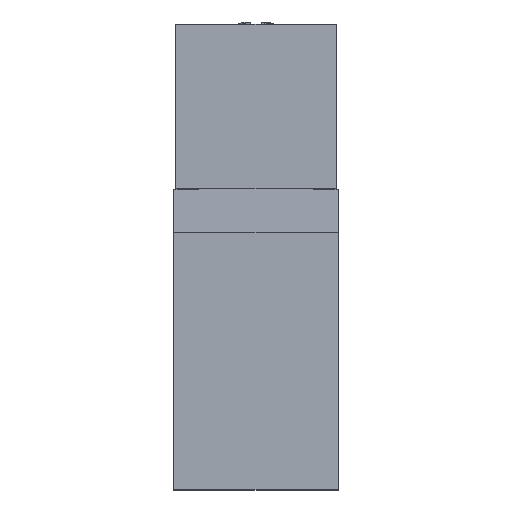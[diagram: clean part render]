
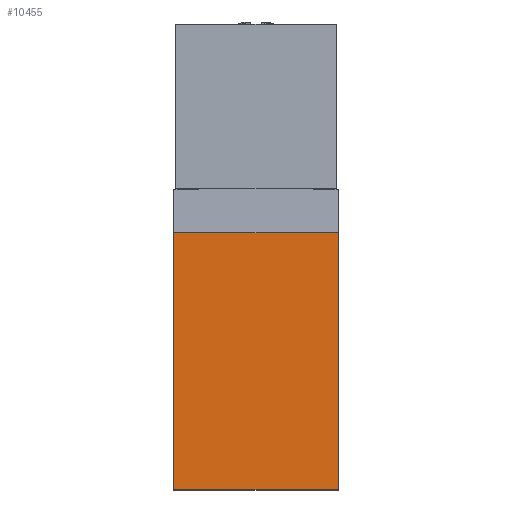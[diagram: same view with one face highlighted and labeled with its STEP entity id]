
A CAD part, front view. The second image highlights one B-rep face of the part: STEP entity #10455.
In plain terms, the highlighted planar face has unit normal (0, -1, 0.009).
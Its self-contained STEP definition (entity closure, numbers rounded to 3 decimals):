
#10442=AXIS2_PLACEMENT_3D('Plane Axis2P3D',#10439,#10440,#10441) ;
#2628=CARTESIAN_POINT('Vertex',(9.,-149.754,28.19)) ;
#2631=CARTESIAN_POINT('Line Origine',(9.,-149.877,14.095)) ;
#2635=CARTESIAN_POINT('Vertex',(9.,-150.,0.)) ;
#3120=CARTESIAN_POINT('Vertex',(-9.,-150.,0.)) ;
#3123=CARTESIAN_POINT('Line Origine',(-9.,-149.877,14.095)) ;
#3127=CARTESIAN_POINT('Vertex',(-9.,-149.754,28.19)) ;
#10416=CARTESIAN_POINT('Line Origine',(0.,-150.,0.)) ;
#10439=CARTESIAN_POINT('Axis2P3D Location',(0.,-150.,0.)) ;
#10444=CARTESIAN_POINT('Line Origine',(0.,-149.754,28.19)) ;
#2632=DIRECTION('Vector Direction',(0.,0.009,1.)) ;
#3124=DIRECTION('Vector Direction',(0.,0.009,1.)) ;
#10417=DIRECTION('Vector Direction',(1.,0.,0.)) ;
#10440=DIRECTION('Axis2P3D Direction',(0.,1.,-0.009)) ;
#10441=DIRECTION('Axis2P3D XDirection',(0.,0.009,1.)) ;
#10445=DIRECTION('Vector Direction',(1.,0.,0.)) ;
#2633=VECTOR('Line Direction',#2632,1.) ;
#3125=VECTOR('Line Direction',#3124,1.) ;
#10418=VECTOR('Line Direction',#10417,1.) ;
#10446=VECTOR('Line Direction',#10445,1.) ;
#10450=ORIENTED_EDGE('',*,*,#10448,.F.) ;
#10451=ORIENTED_EDGE('',*,*,#3129,.T.) ;
#10452=ORIENTED_EDGE('',*,*,#10420,.T.) ;
#10453=ORIENTED_EDGE('',*,*,#2637,.F.) ;
#10455=ADVANCED_FACE('Hauptkoerper nicht benutzen',(#10454),#10443,.F.) ;
#2637=EDGE_CURVE('',#2629,#2636,#2634,.F.) ;
#3129=EDGE_CURVE('',#3128,#3121,#3126,.F.) ;
#10420=EDGE_CURVE('',#3121,#2636,#10419,.T.) ;
#10448=EDGE_CURVE('',#3128,#2629,#10447,.T.) ;
#10449=EDGE_LOOP('',(#10450,#10451,#10452,#10453)) ;
#10454=FACE_OUTER_BOUND('',#10449,.T.) ;
#2634=LINE('Line',#2631,#2633) ;
#3126=LINE('Line',#3123,#3125) ;
#10419=LINE('Line',#10416,#10418) ;
#10447=LINE('Line',#10444,#10446) ;
#10443=PLANE('Plane',#10442) ;
#2629=VERTEX_POINT('',#2628) ;
#2636=VERTEX_POINT('',#2635) ;
#3121=VERTEX_POINT('',#3120) ;
#3128=VERTEX_POINT('',#3127) ;
